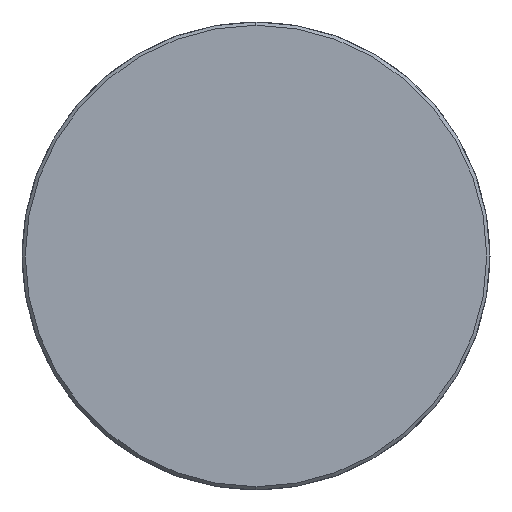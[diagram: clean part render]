
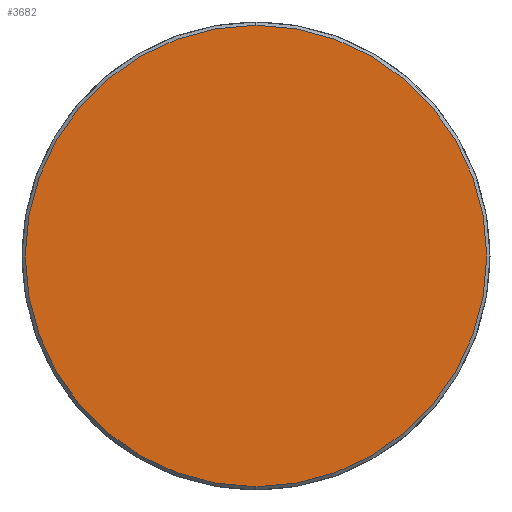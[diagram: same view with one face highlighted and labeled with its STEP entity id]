
A CAD part, left-side view. The second image highlights one B-rep face of the part: STEP entity #3682.
In plain terms, the highlighted planar face has unit normal (-1, 0, 0).
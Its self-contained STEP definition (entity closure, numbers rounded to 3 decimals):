
#443 = CARTESIAN_POINT ( 'NONE',  ( -172.7, 0., 0. ) ) ;
#467 = AXIS2_PLACEMENT_3D ( 'NONE', #443, #2049, #1983 ) ;
#739 = CIRCLE ( 'NONE', #4408, 70. ) ;
#1071 = CARTESIAN_POINT ( 'NONE',  ( -172.7, 0., -70. ) ) ;
#1181 = EDGE_LOOP ( 'NONE', ( #4987, #2341 ) ) ;
#1220 = AXIS2_PLACEMENT_3D ( 'NONE', #2690, #2295, #1579 ) ;
#1579 = DIRECTION ( 'NONE',  ( 0., -1., 0. ) ) ;
#1607 = VERTEX_POINT ( 'NONE', #1071 ) ;
#1983 = DIRECTION ( 'NONE',  ( 0., 0., -1. ) ) ;
#2049 = DIRECTION ( 'NONE',  ( -1., 0., 0. ) ) ;
#2091 = DIRECTION ( 'NONE',  ( -1., 0., 0. ) ) ;
#2295 = DIRECTION ( 'NONE',  ( -1., 0., 0. ) ) ;
#2341 = ORIENTED_EDGE ( 'NONE', *, *, #4176, .T. ) ;
#2690 = CARTESIAN_POINT ( 'NONE',  ( -172.7, 70.84, -70.84 ) ) ;
#2867 = CIRCLE ( 'NONE', #467, 70. ) ;
#3241 = CARTESIAN_POINT ( 'NONE',  ( -172.7, 0., 70. ) ) ;
#3513 = PLANE ( 'NONE',  #1220 ) ;
#3597 = FACE_OUTER_BOUND ( 'NONE', #1181, .T. ) ;
#3682 = ADVANCED_FACE ( 'NONE', ( #3597 ), #3513, .T. ) ;
#3843 = EDGE_CURVE ( 'NONE', #1607, #4030, #2867, .T. ) ;
#4030 = VERTEX_POINT ( 'NONE', #3241 ) ;
#4176 = EDGE_CURVE ( 'NONE', #4030, #1607, #739, .T. ) ;
#4408 = AXIS2_PLACEMENT_3D ( 'NONE', #4455, #2091, #4853 ) ;
#4455 = CARTESIAN_POINT ( 'NONE',  ( -172.7, 0., 0. ) ) ;
#4853 = DIRECTION ( 'NONE',  ( 0., 0., -1. ) ) ;
#4987 = ORIENTED_EDGE ( 'NONE', *, *, #3843, .T. ) ;
